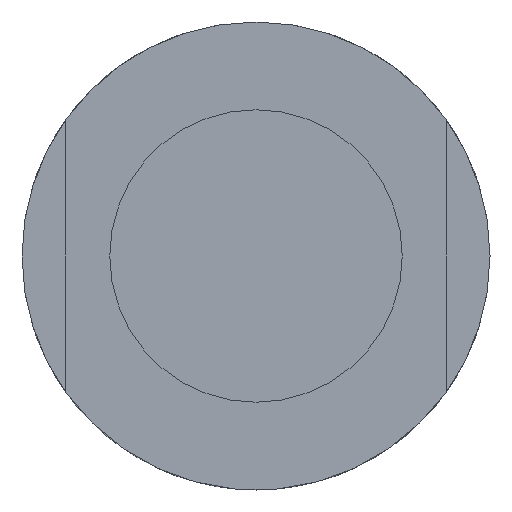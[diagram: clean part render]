
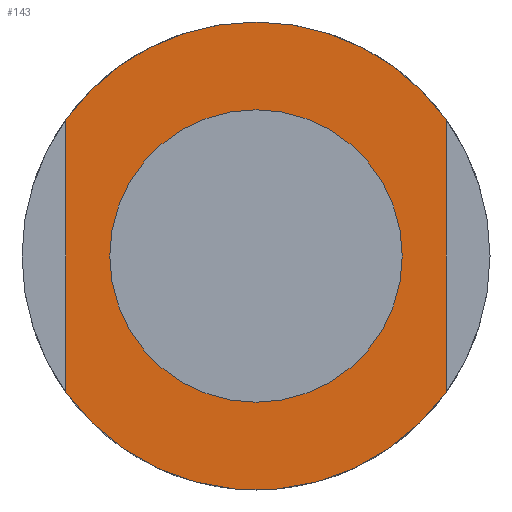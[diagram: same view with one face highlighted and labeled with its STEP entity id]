
A CAD part, front view. The second image highlights one B-rep face of the part: STEP entity #143.
In plain terms, the highlighted planar face has unit normal (0, -1, 0).
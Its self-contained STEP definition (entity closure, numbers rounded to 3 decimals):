
#19=PLANE('',#162);
#25=LINE('',#238,#33);
#27=LINE('',#242,#35);
#33=VECTOR('',#193,9.327);
#35=VECTOR('',#199,9.327);
#41=FACE_BOUND('',#62,.T.);
#42=FACE_BOUND('',#63,.T.);
#62=EDGE_LOOP('',(#127));
#63=EDGE_LOOP('',(#128,#129,#130,#131));
#69=CIRCLE('',#153,8.);
#71=CIRCLE('',#155,8.);
#73=CIRCLE('',#163,5.);
#78=VERTEX_POINT('',#221);
#79=VERTEX_POINT('',#223);
#82=VERTEX_POINT('',#229);
#83=VERTEX_POINT('',#231);
#85=VERTEX_POINT('',#246);
#90=EDGE_CURVE('',#78,#79,#69,.T.);
#94=EDGE_CURVE('',#82,#83,#71,.T.);
#97=EDGE_CURVE('',#78,#83,#25,.T.);
#99=EDGE_CURVE('',#82,#79,#27,.T.);
#101=EDGE_CURVE('',#85,#85,#73,.T.);
#127=ORIENTED_EDGE('',*,*,#101,.T.);
#128=ORIENTED_EDGE('',*,*,#97,.T.);
#129=ORIENTED_EDGE('',*,*,#94,.F.);
#130=ORIENTED_EDGE('',*,*,#99,.T.);
#131=ORIENTED_EDGE('',*,*,#90,.F.);
#143=ADVANCED_FACE('',(#41,#42),#19,.T.);
#153=AXIS2_PLACEMENT_3D('',#224,#178,#179);
#155=AXIS2_PLACEMENT_3D('',#232,#184,#185);
#162=AXIS2_PLACEMENT_3D('',#245,#203,#204);
#163=AXIS2_PLACEMENT_3D('',#247,#205,#206);
#178=DIRECTION('center_axis',(0.,1.,0.));
#179=DIRECTION('ref_axis',(1.,0.,0.));
#184=DIRECTION('center_axis',(0.,1.,0.));
#185=DIRECTION('ref_axis',(1.,0.,0.));
#193=DIRECTION('',(0.,0.,1.));
#199=DIRECTION('',(0.,0.,-1.));
#203=DIRECTION('center_axis',(0.,-1.,0.));
#204=DIRECTION('ref_axis',(0.,0.,-1.));
#205=DIRECTION('center_axis',(0.,1.,0.));
#206=DIRECTION('ref_axis',(1.,0.,0.));
#221=CARTESIAN_POINT('',(6.5,0.,-4.664));
#223=CARTESIAN_POINT('',(-6.5,0.,-4.664));
#224=CARTESIAN_POINT('Origin',(0.,0.,0.));
#229=CARTESIAN_POINT('',(-6.5,0.,4.664));
#231=CARTESIAN_POINT('',(6.5,0.,4.664));
#232=CARTESIAN_POINT('Origin',(0.,0.,0.));
#238=CARTESIAN_POINT('',(6.5,0.,1.668));
#242=CARTESIAN_POINT('',(-6.5,0.,6.332));
#245=CARTESIAN_POINT('Origin',(0.,0.,8.));
#246=CARTESIAN_POINT('',(0.,0.,5.));
#247=CARTESIAN_POINT('Origin',(0.,0.,0.));
